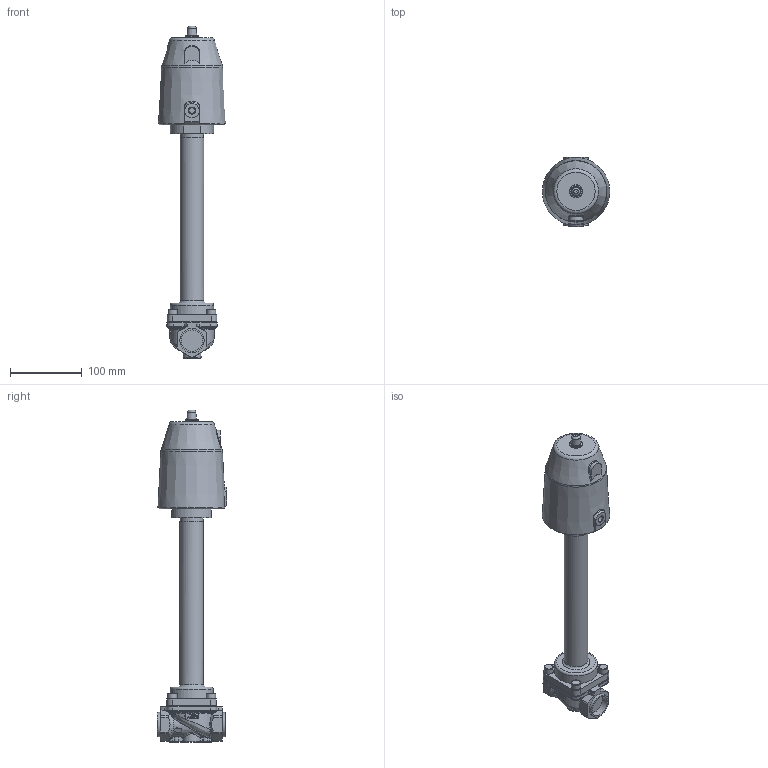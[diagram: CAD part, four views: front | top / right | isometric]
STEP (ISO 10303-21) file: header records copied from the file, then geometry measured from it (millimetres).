
FILE_DESCRIPTION(/* description */ (''),/* implementation_level */ '2;1');
FILE_NAME(/* name */ '090.000031_A9025-0815-7008-A9 0-16bar.stp',/* time_stamp */ '2026-03-11T11:29:28+01:00',/* author */ ('EReimer'),/* organization */ (''),/* preprocessor_version */ 'ST-DEVELOPER v20',/* originating_system */ 'Autodesk Inventor 2024',/* authorisation */ '');
FILE_SCHEMA (('AUTOMOTIVE_DESIGN { 1 0 10303 214 3 1 1 }'));
Length unit declared in the file: millimetre
Products named in the file (1): 88-007006
Bounding box: 93.78 x 97 x 461.43 mm (x, y, z)
Volume: 1179458.9 mm3; surface area: 104289.6 mm2
Topology: 1 solids, 1 shells, 483 faces, 1197 edges, 729 vertices
Faces by surface type: bspline 162, cylinder 117, plane 116, torus 71, cone 15, sphere 2
Full cylindrical faces by diameter (mm): 8 x8, 8.566 x1, 13 x4, 13.2 x1, 18.2 x1, 29.7 x2, 32 x1, 32.6 x1, 33.7 x2, 56 x1, 60 x1
Entity records: 26722 total; most frequent: CARTESIAN_POINT 16313, ORIENTED_EDGE 2366, DIRECTION 1857, EDGE_CURVE 1183, AXIS2_PLACEMENT_3D 781, VERTEX_POINT 729, EDGE_LOOP 518, FACE_OUTER_BOUND 483
